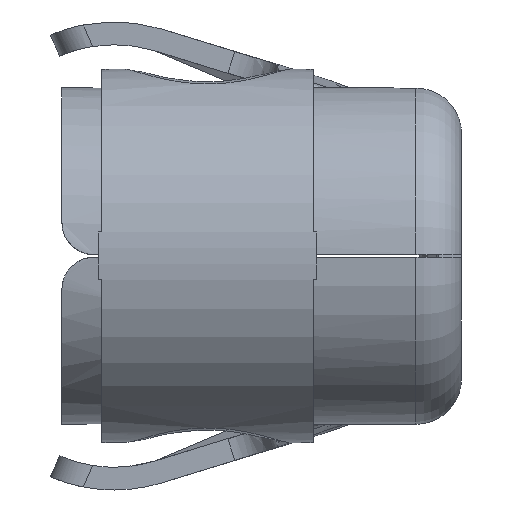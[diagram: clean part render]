
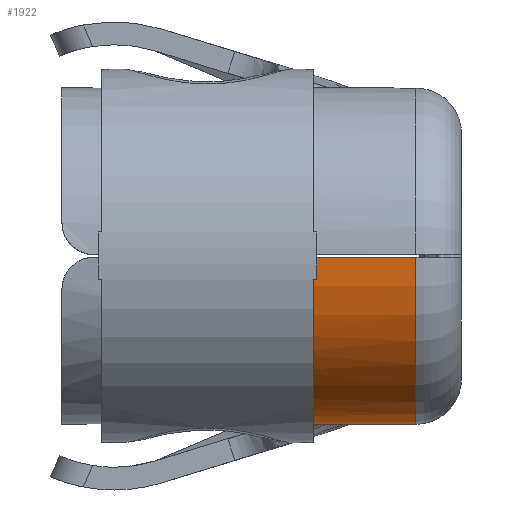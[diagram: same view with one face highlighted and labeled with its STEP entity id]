
A CAD part, left-side view. The second image highlights one B-rep face of the part: STEP entity #1922.
In plain terms, the highlighted cylindrical face has radius 3.747 mm (diameter 7.493 mm), a partial arc.
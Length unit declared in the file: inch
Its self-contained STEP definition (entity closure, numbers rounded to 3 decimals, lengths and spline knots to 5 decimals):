
#167 = CARTESIAN_POINT ( 'NONE',  ( -0.0192, 0.16, -0.1475 ) ) ;
#282 = DIRECTION ( 'NONE',  ( 0., -1., 0. ) ) ;
#1067 = CARTESIAN_POINT ( 'NONE',  ( 0., 0.16, -0.14749 ) ) ;
#1195 = CARTESIAN_POINT ( 'NONE',  ( -0.14749, 0., -0.00129 ) ) ;
#1408 = CARTESIAN_POINT ( 'NONE',  ( -0.09021, 0.16, -0.11827 ) ) ;
#1922 = ADVANCED_FACE ( 'NONE', ( #4029 ), #9066, .T. ) ;
#2305 = AXIS2_PLACEMENT_3D ( 'NONE', #11545, #282, #5283 ) ;
#2640 = CARTESIAN_POINT ( 'NONE',  ( -0.14336, 0.16, -0.03965 ) ) ;
#2813 = DIRECTION ( 'NONE',  ( 0., -1., 0. ) ) ;
#3728 = CARTESIAN_POINT ( 'NONE',  ( 0., 0.04, -0.1475 ) ) ;
#4029 = FACE_OUTER_BOUND ( 'NONE', #6377, .T. ) ;
#4046 = EDGE_CURVE ( 'NONE', #12655, #11756, #11060, .T. ) ;
#4799 = DIRECTION ( 'NONE',  ( 0., -1., 0. ) ) ;
#5031 = ORIENTED_EDGE ( 'NONE', *, *, #13843, .F. ) ;
#5168 = CARTESIAN_POINT ( 'NONE',  ( 0., 0.16, -0.14749 ) ) ;
#5283 = DIRECTION ( 'NONE',  ( 0.679, 0., 0.734 ) ) ;
#5354 = ORIENTED_EDGE ( 'NONE', *, *, #15426, .T. ) ;
#5778 = AXIS2_PLACEMENT_3D ( 'NONE', #14016, #2813, #7830 ) ;
#5864 = EDGE_CURVE ( 'NONE', #6210, #7899, #8690, .T. ) ;
#6193 = DIRECTION ( 'NONE',  ( 0., 1., 0. ) ) ;
#6210 = VERTEX_POINT ( 'NONE', #12883 ) ;
#6377 = EDGE_LOOP ( 'NONE', ( #5354, #7145, #5031, #10063 ) ) ;
#6407 = CARTESIAN_POINT ( 'NONE',  ( -0.0739, 0.16, -0.12909 ) ) ;
#7145 = ORIENTED_EDGE ( 'NONE', *, *, #4046, .T. ) ;
#7657 = CARTESIAN_POINT ( 'NONE',  ( -0.12844, 0.16, -0.07503 ) ) ;
#7830 = DIRECTION ( 'NONE',  ( 0., 0., -1. ) ) ;
#7899 = VERTEX_POINT ( 'NONE', #14663 ) ;
#8690 = LINE ( 'NONE', #1195, #15603 ) ;
#8894 = CARTESIAN_POINT ( 'NONE',  ( -0.14749, 0.16, -0.00129 ) ) ;
#9066 = CYLINDRICAL_SURFACE ( 'NONE', #5778, 0.1475 ) ;
#9413 = CIRCLE ( 'NONE', #2305, 0.1475 ) ;
#10063 = ORIENTED_EDGE ( 'NONE', *, *, #5864, .T. ) ;
#11060 = LINE ( 'NONE', #15983, #13467 ) ;
#11427 = CARTESIAN_POINT ( 'NONE',  ( -0.03839, 0.16, -0.1437 ) ) ;
#11545 = CARTESIAN_POINT ( 'NONE',  ( 0., 0.04, 0. ) ) ;
#11756 = VERTEX_POINT ( 'NONE', #3728 ) ;
#12651 = CARTESIAN_POINT ( 'NONE',  ( -0.11748, 0.16, -0.09123 ) ) ;
#12655 = VERTEX_POINT ( 'NONE', #1067 ) ;
#12883 = CARTESIAN_POINT ( 'NONE',  ( -0.14749, 0.04, -0.00129 ) ) ;
#13467 = VECTOR ( 'NONE', #4799, 39.37008 ) ;
#13843 = EDGE_CURVE ( 'NONE', #6210, #11756, #9413, .T. ) ;
#13851 = CARTESIAN_POINT ( 'NONE',  ( -0.14733, 0.16, -0.02049 ) ) ;
#14016 = CARTESIAN_POINT ( 'NONE',  ( 0., 0.02, 0. ) ) ;
#14663 = CARTESIAN_POINT ( 'NONE',  ( -0.14749, 0.16, -0.00129 ) ) ;
#15426 = EDGE_CURVE ( 'NONE', #7899, #12655, #16103, .T. ) ;
#15603 = VECTOR ( 'NONE', #6193, 39.37008 ) ;
#15983 = CARTESIAN_POINT ( 'NONE',  ( 0., 0.02, -0.1475 ) ) ;
#16103 = B_SPLINE_CURVE_WITH_KNOTS ( 'NONE', 3,
 ( #8894, #13851, #2640, #7657, #12651, #1408, #6407, #11427, #167, #5168 ),
 .UNSPECIFIED., .F., .F.,
 ( 4, 2, 2, 2, 4 ),
 ( 0.50188, 0.58615, 0.67042, 0.75468, 0.83895 ),
 .UNSPECIFIED. ) ;
